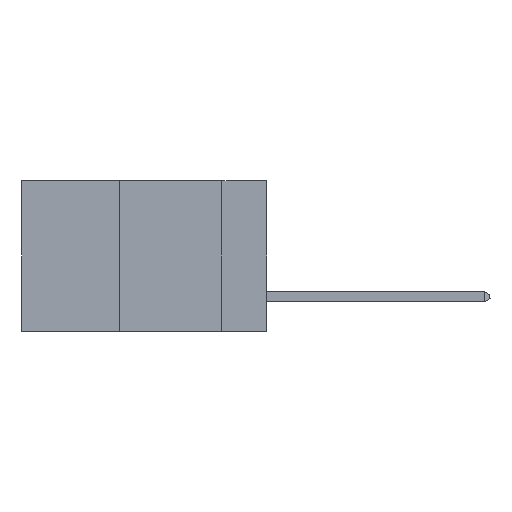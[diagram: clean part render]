
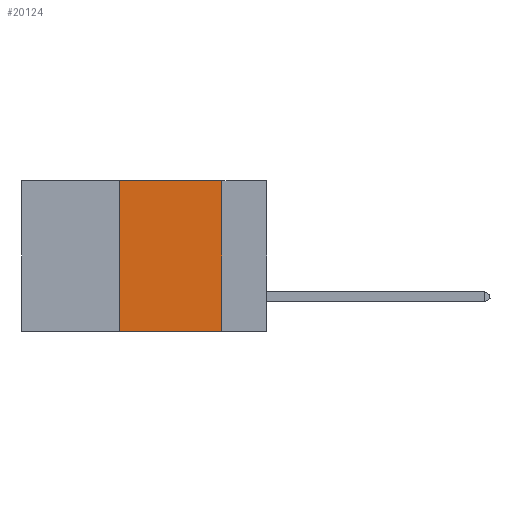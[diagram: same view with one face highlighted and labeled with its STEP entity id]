
A CAD part, left-side view. The second image highlights one B-rep face of the part: STEP entity #20124.
In plain terms, the highlighted planar face has unit normal (-1, 0, 0).
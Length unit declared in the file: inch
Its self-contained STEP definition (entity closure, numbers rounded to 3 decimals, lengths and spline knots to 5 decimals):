
#246 = CARTESIAN_POINT ( 'NONE',  ( 0., 0.36, 0. ) ) ;
#363 = CARTESIAN_POINT ( 'NONE',  ( 0., 0.6, -0.37 ) ) ;
#1231 = FACE_OUTER_BOUND ( 'NONE', #13991, .T. ) ;
#1366 = ORIENTED_EDGE ( 'NONE', *, *, #6113, .F. ) ;
#1915 = DIRECTION ( 'NONE',  ( 0., -1., 0. ) ) ;
#2262 = AXIS2_PLACEMENT_3D ( 'NONE', #19669, #24496, #17903 ) ;
#3215 = VECTOR ( 'NONE', #17388, 39.37008 ) ;
#3988 = CARTESIAN_POINT ( 'NONE',  ( 0., 0.36, 0. ) ) ;
#5425 = VERTEX_POINT ( 'NONE', #8482 ) ;
#5883 = VERTEX_POINT ( 'NONE', #13949 ) ;
#6113 = EDGE_CURVE ( 'NONE', #20892, #5883, #19499, .T. ) ;
#7204 = VECTOR ( 'NONE', #16669, 39.37008 ) ;
#7413 = VERTEX_POINT ( 'NONE', #20063 ) ;
#8482 = CARTESIAN_POINT ( 'NONE',  ( 0., 0.36, -0.37 ) ) ;
#9098 = LINE ( 'NONE', #363, #14266 ) ;
#9392 = PLANE ( 'NONE',  #2262 ) ;
#10467 = CARTESIAN_POINT ( 'NONE',  ( 0., 0.11, 0. ) ) ;
#10704 = DIRECTION ( 'NONE',  ( 0., -1., 0. ) ) ;
#10900 = EDGE_CURVE ( 'NONE', #5425, #20892, #21724, .T. ) ;
#10941 = VECTOR ( 'NONE', #1915, 39.37008 ) ;
#12906 = EDGE_CURVE ( 'NONE', #5425, #7413, #9098, .T. ) ;
#13949 = CARTESIAN_POINT ( 'NONE',  ( 0., 0.11, 0. ) ) ;
#13991 = EDGE_LOOP ( 'NONE', ( #15011, #1366, #15843, #16080 ) ) ;
#14266 = VECTOR ( 'NONE', #10704, 39.37008 ) ;
#15011 = ORIENTED_EDGE ( 'NONE', *, *, #19951, .F. ) ;
#15843 = ORIENTED_EDGE ( 'NONE', *, *, #10900, .F. ) ;
#16080 = ORIENTED_EDGE ( 'NONE', *, *, #12906, .T. ) ;
#16669 = DIRECTION ( 'NONE',  ( 0., 0., -1. ) ) ;
#17388 = DIRECTION ( 'NONE',  ( 0., 0., 1. ) ) ;
#17903 = DIRECTION ( 'NONE',  ( 0., 0., -1. ) ) ;
#18700 = LINE ( 'NONE', #10467, #7204 ) ;
#19499 = LINE ( 'NONE', #20841, #10941 ) ;
#19669 = CARTESIAN_POINT ( 'NONE',  ( 0., 0.6, 0. ) ) ;
#19951 = EDGE_CURVE ( 'NONE', #5883, #7413, #18700, .T. ) ;
#20063 = CARTESIAN_POINT ( 'NONE',  ( 0., 0.11, -0.37 ) ) ;
#20124 = ADVANCED_FACE ( 'NONE', ( #1231 ), #9392, .F. ) ;
#20841 = CARTESIAN_POINT ( 'NONE',  ( 0., 0.6, 0. ) ) ;
#20892 = VERTEX_POINT ( 'NONE', #3988 ) ;
#21724 = LINE ( 'NONE', #246, #3215 ) ;
#24496 = DIRECTION ( 'NONE',  ( 1., 0., 0. ) ) ;
